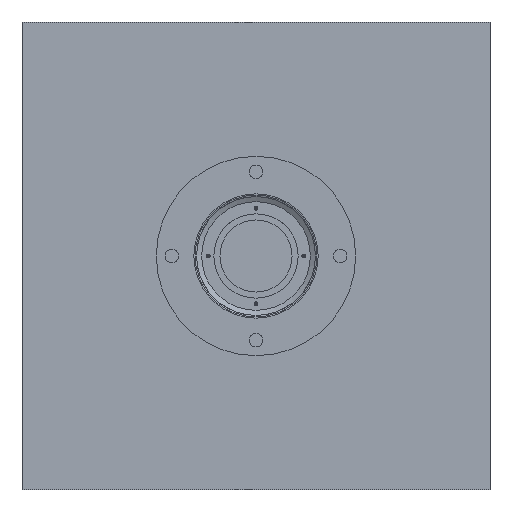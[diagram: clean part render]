
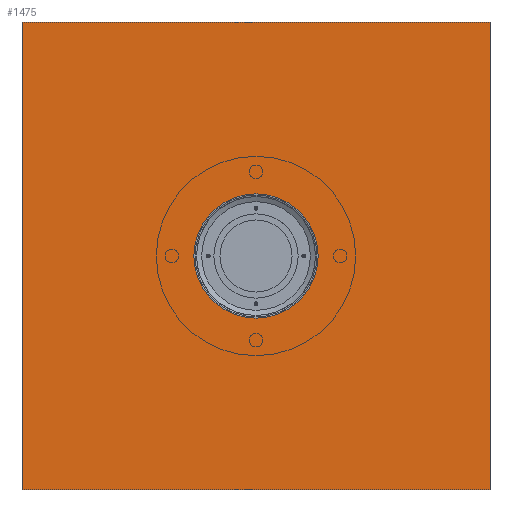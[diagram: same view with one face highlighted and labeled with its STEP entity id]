
A CAD part, top view. The second image highlights one B-rep face of the part: STEP entity #1475.
In plain terms, the highlighted planar face has unit normal (0, 0, 1).
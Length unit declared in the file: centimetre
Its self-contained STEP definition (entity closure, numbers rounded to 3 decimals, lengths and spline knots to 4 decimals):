
#61=FACE_BOUND('',#334,.T.);
#75=PLANE('',#1854);
#217=FACE_OUTER_BOUND('',#333,.T.);
#333=EDGE_LOOP('',(#1314,#1315,#1316,#1317));
#334=EDGE_LOOP('',(#1318));
#487=CIRCLE('',#1852,66.4119);
#621=VERTEX_POINT('',#3045);
#622=VERTEX_POINT('',#3046);
#625=VERTEX_POINT('',#3054);
#627=VERTEX_POINT('',#3060);
#638=VERTEX_POINT('',#3095);
#842=EDGE_CURVE('',#621,#622,#1542,.T.);
#846=EDGE_CURVE('',#625,#621,#1546,.T.);
#849=EDGE_CURVE('',#627,#625,#1549,.T.);
#852=EDGE_CURVE('',#622,#627,#1552,.T.);
#867=EDGE_CURVE('',#638,#638,#487,.T.);
#1314=ORIENTED_EDGE('',*,*,#846,.T.);
#1315=ORIENTED_EDGE('',*,*,#842,.T.);
#1316=ORIENTED_EDGE('',*,*,#852,.T.);
#1317=ORIENTED_EDGE('',*,*,#849,.T.);
#1318=ORIENTED_EDGE('',*,*,#867,.T.);
#1475=ADVANCED_FACE('',(#217,#61),#75,.T.);
#1542=LINE('',#3047,#1604);
#1546=LINE('',#3055,#1608);
#1549=LINE('',#3061,#1611);
#1552=LINE('',#3066,#1614);
#1604=VECTOR('',#2349,10.);
#1608=VECTOR('',#2355,10.);
#1611=VECTOR('',#2360,10.);
#1614=VECTOR('',#2365,10.);
#1852=AXIS2_PLACEMENT_3D('',#3096,#2401,#2402);
#1854=AXIS2_PLACEMENT_3D('',#3098,#2405,#2406);
#2349=DIRECTION('',(0.,1.,0.));
#2355=DIRECTION('',(1.,0.,0.));
#2360=DIRECTION('',(0.,-1.,0.));
#2365=DIRECTION('',(-1.,0.,0.));
#2401=DIRECTION('center_axis',(0.,0.,-1.));
#2402=DIRECTION('ref_axis',(1.,0.,0.));
#2405=DIRECTION('center_axis',(0.,0.,1.));
#2406=DIRECTION('ref_axis',(0.,-1.,0.));
#3045=CARTESIAN_POINT('',(250.,-250.,150.5));
#3046=CARTESIAN_POINT('',(250.,250.,150.5));
#3047=CARTESIAN_POINT('',(250.,-250.,150.5));
#3054=CARTESIAN_POINT('',(-250.,-250.,150.5));
#3055=CARTESIAN_POINT('',(-250.,-250.,150.5));
#3060=CARTESIAN_POINT('',(-250.,250.,150.5));
#3061=CARTESIAN_POINT('',(-250.,250.,150.5));
#3066=CARTESIAN_POINT('',(250.,250.,150.5));
#3095=CARTESIAN_POINT('',(0.,-66.4119,150.5));
#3096=CARTESIAN_POINT('Origin',(0.,0.,150.5));
#3098=CARTESIAN_POINT('Origin',(-250.,0.,150.5));
